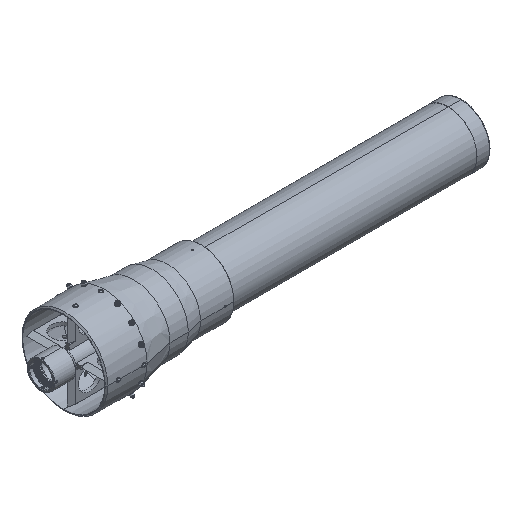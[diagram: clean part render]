
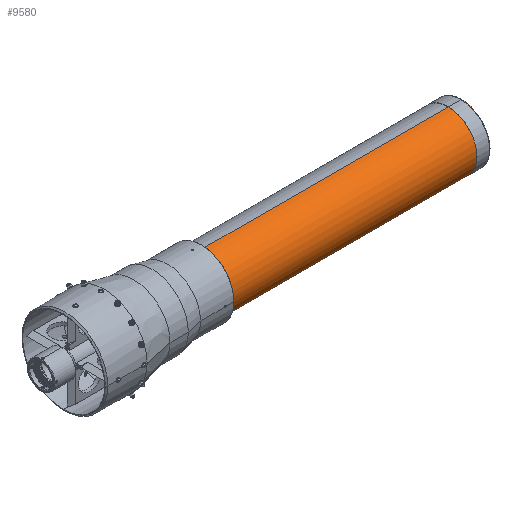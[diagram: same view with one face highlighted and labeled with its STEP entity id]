
A CAD part, isometric view. The second image highlights one B-rep face of the part: STEP entity #9580.
In plain terms, the highlighted cylindrical face has radius 79.375 mm (diameter 158.75 mm), a partial arc.
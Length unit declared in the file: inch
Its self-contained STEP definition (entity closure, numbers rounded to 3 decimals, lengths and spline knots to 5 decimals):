
#9220=CARTESIAN_POINT('',(14.172,0.,3.125));
#9232=CARTESIAN_POINT('',(13.828,0.,3.125));
#9234=DIRECTION('',(-1.,0.,0.));
#9235=VECTOR('',#9234,0.563);
#9236=CARTESIAN_POINT('',(13.828,0.,3.125));
#9237=LINE('',#9236,#9235);
#9243=DIRECTION('',(1.,0.,0.));
#9244=VECTOR('',#9243,0.563);
#9245=CARTESIAN_POINT('',(13.265,0.,-3.125));
#9246=LINE('',#9245,#9244);
#9247=CARTESIAN_POINT('',(13.828,0.,-3.125));
#9259=CARTESIAN_POINT('',(14.172,0.,-3.125));
#9261=CARTESIAN_POINT('',(13.828,-3.125,0.));
#9262=CARTESIAN_POINT('',(13.828,-3.125,-0.01769));
#9263=CARTESIAN_POINT('',(13.83346,-3.12471,
-0.05135));
#9264=CARTESIAN_POINT('',(13.85766,-3.12354,
-0.09893));
#9265=CARTESIAN_POINT('',(13.89608,-3.12205,
-0.13694));
#9266=CARTESIAN_POINT('',(13.94489,-3.12083,
-0.16169));
#9267=CARTESIAN_POINT('',(13.99983,-3.12035,
-0.17035));
#9268=CARTESIAN_POINT('',(14.05423,-3.12081,
-0.16197));
#9269=CARTESIAN_POINT('',(14.10366,-3.12204,
-0.13714));
#9270=CARTESIAN_POINT('',(14.14184,-3.12352,
-0.09958));
#9271=CARTESIAN_POINT('',(14.16652,-3.12471,
-0.05162));
#9272=CARTESIAN_POINT('',(14.172,-3.125,-0.0178));
#9273=CARTESIAN_POINT('',(14.172,-3.125,0.));
#9275=CARTESIAN_POINT('',(14.172,-3.125,0.));
#9276=CARTESIAN_POINT('',(14.172,-3.125,0.01769));
#9277=CARTESIAN_POINT('',(14.16654,-3.12471,
0.05135));
#9278=CARTESIAN_POINT('',(14.14234,-3.12354,
0.09893));
#9279=CARTESIAN_POINT('',(14.10392,-3.12205,
0.13694));
#9280=CARTESIAN_POINT('',(14.05511,-3.12083,
0.16169));
#9281=CARTESIAN_POINT('',(14.00017,-3.12035,
0.17035));
#9282=CARTESIAN_POINT('',(13.94577,-3.12081,
0.16197));
#9283=CARTESIAN_POINT('',(13.89634,-3.12204,
0.13714));
#9284=CARTESIAN_POINT('',(13.85816,-3.12352,
0.09958));
#9285=CARTESIAN_POINT('',(13.83348,-3.12471,
0.05162));
#9286=CARTESIAN_POINT('',(13.828,-3.125,0.0178));
#9287=CARTESIAN_POINT('',(13.828,-3.125,0.));
#9289=CARTESIAN_POINT('',(43.235,0.,0.));
#9290=DIRECTION('',(-1.,0.,0.));
#9291=DIRECTION('',(0.,0.,-1.));
#9292=AXIS2_PLACEMENT_3D('',#9289,#9290,#9291);
#9294=DIRECTION('',(-1.,0.,0.));
#9295=VECTOR('',#9294,29.063);
#9296=CARTESIAN_POINT('',(43.235,0.,
-3.125));
#9297=LINE('',#9296,#9295);
#9298=CARTESIAN_POINT('',(14.172,0.,-3.125));
#9299=CARTESIAN_POINT('',(14.172,-0.01771,-3.125));
#9300=CARTESIAN_POINT('',(14.16653,-0.05142,
-3.12471));
#9301=CARTESIAN_POINT('',(14.14224,-0.09906,
-3.12353));
#9302=CARTESIAN_POINT('',(14.10376,-0.13708,
-3.12204));
#9303=CARTESIAN_POINT('',(14.05462,-0.16184,
-3.12082));
#9304=CARTESIAN_POINT('',(13.99986,-0.17037,
-3.12035));
#9305=CARTESIAN_POINT('',(13.945,-0.16173,
-3.12083));
#9306=CARTESIAN_POINT('',(13.89595,-0.13685,
-3.12205));
#9307=CARTESIAN_POINT('',(13.85765,-0.09889,
-3.12354));
#9308=CARTESIAN_POINT('',(13.83343,-0.05128,
-3.12471));
#9309=CARTESIAN_POINT('',(13.828,-0.01766,-3.125));
#9310=CARTESIAN_POINT('',(13.828,0.,-3.125));
#9312=CARTESIAN_POINT('',(13.265,0.,0.));
#9313=DIRECTION('',(-1.,0.,0.));
#9314=DIRECTION('',(0.,0.,-1.));
#9315=AXIS2_PLACEMENT_3D('',#9312,#9313,#9314);
#9317=CARTESIAN_POINT('',(13.828,0.,3.125));
#9318=CARTESIAN_POINT('',(13.828,-0.01773,3.125));
#9319=CARTESIAN_POINT('',(13.83347,-0.05146,
3.12471));
#9320=CARTESIAN_POINT('',(13.85782,-0.09914,
3.12353));
#9321=CARTESIAN_POINT('',(13.89626,-0.13709,
3.12204));
#9322=CARTESIAN_POINT('',(13.94541,-0.16185,
3.12082));
#9323=CARTESIAN_POINT('',(14.00014,-0.17036,
3.12035));
#9324=CARTESIAN_POINT('',(14.05497,-0.16174,
3.12083));
#9325=CARTESIAN_POINT('',(14.10403,-0.13686,
3.12205));
#9326=CARTESIAN_POINT('',(14.1423,-0.09896,
3.12353));
#9327=CARTESIAN_POINT('',(14.16658,-0.05127,
3.12471));
#9328=CARTESIAN_POINT('',(14.172,-0.01765,3.125));
#9329=CARTESIAN_POINT('',(14.172,0.,3.125));
#9331=DIRECTION('',(1.,0.,0.));
#9332=VECTOR('',#9331,29.063);
#9333=CARTESIAN_POINT('',(14.172,0.,3.125));
#9334=LINE('',#9333,#9332);
#9347=VERTEX_POINT('',#9259);
#9348=VERTEX_POINT('',#9247);
#9349=VERTEX_POINT('',#9273);
#9350=VERTEX_POINT('',#9261);
#9351=VERTEX_POINT('',#9232);
#9352=VERTEX_POINT('',#9220);
#9371=CARTESIAN_POINT('',(43.235,0.,3.125));
#9372=CARTESIAN_POINT('',(43.235,0.,-3.125));
#9373=VERTEX_POINT('',#9371);
#9374=VERTEX_POINT('',#9372);
#9379=CARTESIAN_POINT('',(13.265,0.,-3.125));
#9380=CARTESIAN_POINT('',(13.265,0.,3.125));
#9381=VERTEX_POINT('',#9379);
#9382=VERTEX_POINT('',#9380);
#9555=CARTESIAN_POINT('',(12.8,0.,0.));
#9556=DIRECTION('',(1.,0.,0.));
#9557=DIRECTION('',(0.,0.,-1.));
#9558=AXIS2_PLACEMENT_3D('',#9555,#9556,#9557);
#9559=CYLINDRICAL_SURFACE('',#9558,3.125);
#9561=ORIENTED_EDGE('',*,*,#9560,.F.);
#9562=ORIENTED_EDGE('',*,*,#9544,.T.);
#9564=ORIENTED_EDGE('',*,*,#9563,.T.);
#9565=ORIENTED_EDGE('',*,*,#9540,.F.);
#9567=ORIENTED_EDGE('',*,*,#9566,.T.);
#9568=ORIENTED_EDGE('',*,*,#9536,.F.);
#9570=ORIENTED_EDGE('',*,*,#9569,.T.);
#9571=ORIENTED_EDGE('',*,*,#9532,.T.);
#9572=EDGE_LOOP('',(#9561,#9562,#9564,#9565,#9567,#9568,#9570,#9571));
#9573=FACE_OUTER_BOUND('',#9572,.F.);
#9575=ORIENTED_EDGE('',*,*,#9574,.T.);
#9577=ORIENTED_EDGE('',*,*,#9576,.T.);
#9578=EDGE_LOOP('',(#9575,#9577));
#9579=FACE_BOUND('',#9578,.F.);
#9580=ADVANCED_FACE('',(#9573,#9579),#9559,.T.);
#9274=B_SPLINE_CURVE_WITH_KNOTS('',3,(#9261,#9262,#9263,#9264,#9265,#9266,#9267,
#9268,#9269,#9270,#9271,#9272,#9273),.UNSPECIFIED.,.F.,.F.,(4,1,1,1,1,1,1,1,1,1,
4),(0.,0.1,0.2,0.3,0.4,0.5,0.6,0.7,0.8,0.9,1.),
.UNSPECIFIED.);
#9288=B_SPLINE_CURVE_WITH_KNOTS('',3,(#9275,#9276,#9277,#9278,#9279,#9280,#9281,
#9282,#9283,#9284,#9285,#9286,#9287),.UNSPECIFIED.,.F.,.F.,(4,1,1,1,1,1,1,1,1,1,
4),(0.,0.1,0.2,0.3,0.4,0.5,0.6,0.7,0.8,0.9,1.),
.UNSPECIFIED.);
#9293=CIRCLE('',#9292,3.125);
#9311=B_SPLINE_CURVE_WITH_KNOTS('',3,(#9298,#9299,#9300,#9301,#9302,#9303,#9304,
#9305,#9306,#9307,#9308,#9309,#9310),.UNSPECIFIED.,.F.,.F.,(4,1,1,1,1,1,1,1,1,1,
4),(0.,0.1,0.2,0.3,0.4,0.5,0.6,0.7,0.8,0.9,1.),
.UNSPECIFIED.);
#9316=CIRCLE('',#9315,3.125);
#9330=B_SPLINE_CURVE_WITH_KNOTS('',3,(#9317,#9318,#9319,#9320,#9321,#9322,#9323,
#9324,#9325,#9326,#9327,#9328,#9329),.UNSPECIFIED.,.F.,.F.,(4,1,1,1,1,1,1,1,1,1,
4),(0.,0.1,0.2,0.3,0.4,0.5,0.6,0.7,0.8,0.9,1.),
.UNSPECIFIED.);
#9532=EDGE_CURVE('',#9352,#9373,#9334,.T.);
#9536=EDGE_CURVE('',#9351,#9382,#9237,.T.);
#9540=EDGE_CURVE('',#9381,#9348,#9246,.T.);
#9544=EDGE_CURVE('',#9374,#9347,#9297,.T.);
#9560=EDGE_CURVE('',#9374,#9373,#9293,.T.);
#9563=EDGE_CURVE('',#9347,#9348,#9311,.T.);
#9566=EDGE_CURVE('',#9381,#9382,#9316,.T.);
#9569=EDGE_CURVE('',#9351,#9352,#9330,.T.);
#9574=EDGE_CURVE('',#9350,#9349,#9274,.T.);
#9576=EDGE_CURVE('',#9349,#9350,#9288,.T.);
